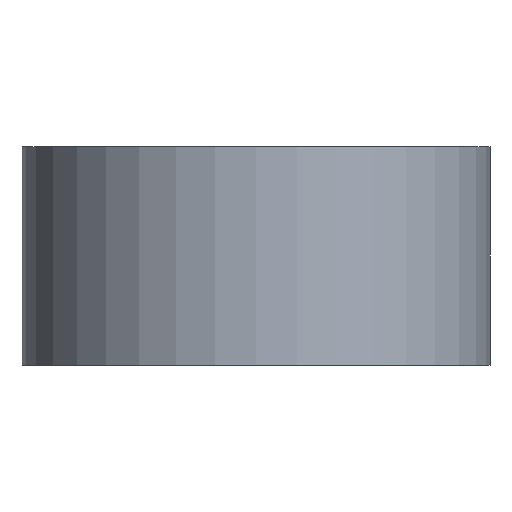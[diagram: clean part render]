
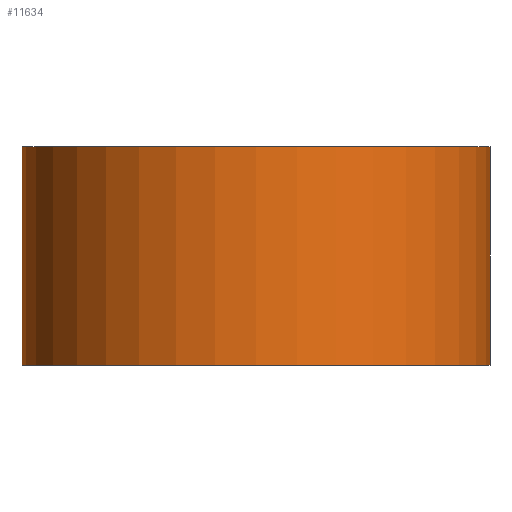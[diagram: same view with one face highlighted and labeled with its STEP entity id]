
A CAD part, front view. The second image highlights one B-rep face of the part: STEP entity #11634.
In plain terms, the highlighted cylindrical face has radius 75 mm (diameter 150 mm), a partial arc.
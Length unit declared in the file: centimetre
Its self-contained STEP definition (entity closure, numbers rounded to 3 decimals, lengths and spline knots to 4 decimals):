
#2736 = DIRECTION ( 'NONE',  ( 0., 0., -1. ) ) ;
#4738 = DIRECTION ( 'NONE',  ( 0., 0., -1. ) ) ;
#5069 = VERTEX_POINT ( 'NONE', #17141 ) ;
#5461 = EDGE_CURVE ( 'NONE', #5069, #7075, #34731, .T. ) ;
#6032 = AXIS2_PLACEMENT_3D ( 'NONE', #23189, #6298, #26023 ) ;
#6298 = DIRECTION ( 'NONE',  ( 0., 0., 1. ) ) ;
#6378 = FACE_OUTER_BOUND ( 'NONE', #14792, .T. ) ;
#7003 = DIRECTION ( 'NONE',  ( 0., 0., 1. ) ) ;
#7055 = EDGE_CURVE ( 'NONE', #7075, #10758, #11201, .T. ) ;
#7075 = VERTEX_POINT ( 'NONE', #31728 ) ;
#7726 = DIRECTION ( 'NONE',  ( 0., 0., -1. ) ) ;
#9617 = CIRCLE ( 'NONE', #16710, 7.5 ) ;
#10758 = VERTEX_POINT ( 'NONE', #25726 ) ;
#11082 = CARTESIAN_POINT ( 'NONE',  ( 7.5, 0., 7. ) ) ;
#11201 = CIRCLE ( 'NONE', #6032, 7.5 ) ;
#11634 = ADVANCED_FACE ( 'NONE', ( #6378 ), #32897, .T. ) ;
#14155 = EDGE_CURVE ( 'NONE', #29763, #10758, #28320, .T. ) ;
#14792 = EDGE_LOOP ( 'NONE', ( #36314, #27171, #35911, #36583 ) ) ;
#16646 = CARTESIAN_POINT ( 'NONE',  ( 7.5, 0., 7. ) ) ;
#16710 = AXIS2_PLACEMENT_3D ( 'NONE', #23905, #7003, #26732 ) ;
#17141 = CARTESIAN_POINT ( 'NONE',  ( -7.5, 0., 7. ) ) ;
#21476 = EDGE_CURVE ( 'NONE', #5069, #29763, #9617, .T. ) ;
#21593 = CARTESIAN_POINT ( 'NONE',  ( -7.5, 0., 7. ) ) ;
#21740 = CARTESIAN_POINT ( 'NONE',  ( 0., 0., 7. ) ) ;
#23189 = CARTESIAN_POINT ( 'NONE',  ( 0., 0., 0. ) ) ;
#23905 = CARTESIAN_POINT ( 'NONE',  ( 0., 0., 7. ) ) ;
#24994 = AXIS2_PLACEMENT_3D ( 'NONE', #21740, #7726, #27441 ) ;
#25726 = CARTESIAN_POINT ( 'NONE',  ( 7.5, 0., 0. ) ) ;
#26023 = DIRECTION ( 'NONE',  ( 1., 0., 0. ) ) ;
#26296 = VECTOR ( 'NONE', #4738, 100. ) ;
#26732 = DIRECTION ( 'NONE',  ( 1., 0., 0. ) ) ;
#27171 = ORIENTED_EDGE ( 'NONE', *, *, #21476, .F. ) ;
#27441 = DIRECTION ( 'NONE',  ( -1., 0., 0. ) ) ;
#28320 = LINE ( 'NONE', #16646, #34980 ) ;
#29763 = VERTEX_POINT ( 'NONE', #11082 ) ;
#31728 = CARTESIAN_POINT ( 'NONE',  ( -7.5, 0., 0. ) ) ;
#32897 = CYLINDRICAL_SURFACE ( 'NONE', #24994, 7.5 ) ;
#34731 = LINE ( 'NONE', #21593, #26296 ) ;
#34980 = VECTOR ( 'NONE', #2736, 100. ) ;
#35911 = ORIENTED_EDGE ( 'NONE', *, *, #5461, .T. ) ;
#36314 = ORIENTED_EDGE ( 'NONE', *, *, #14155, .F. ) ;
#36583 = ORIENTED_EDGE ( 'NONE', *, *, #7055, .T. ) ;
